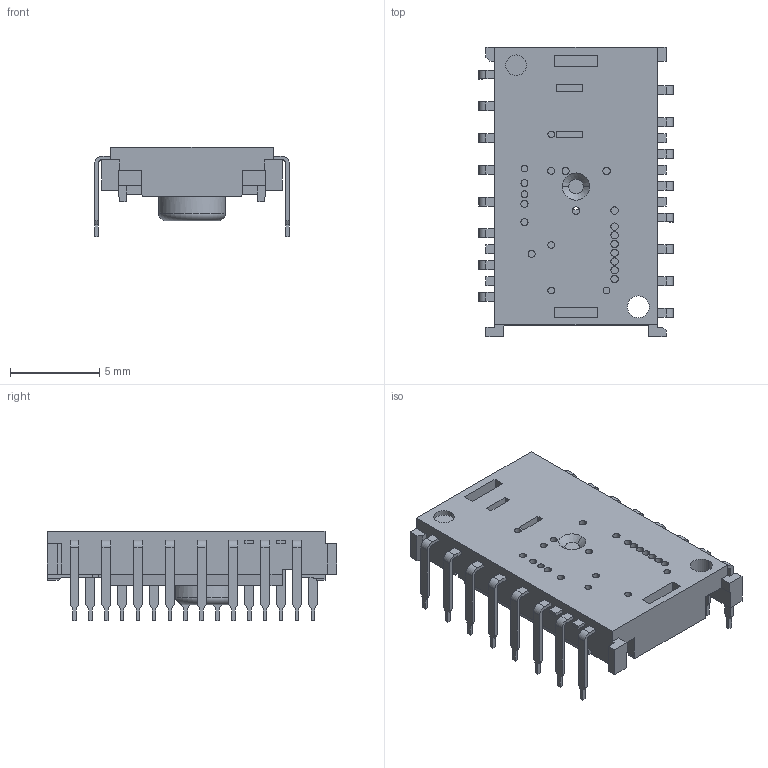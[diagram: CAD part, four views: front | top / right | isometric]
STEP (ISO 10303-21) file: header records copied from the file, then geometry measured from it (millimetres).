
FILE_DESCRIPTION (( 'STEP AP214' ), '1' );
FILE_NAME ('錨璃8.STEP', '2024-07-12T03:36:49', ( '' ), ( '' ), 'SwSTEP 2.0', 'SolidWorks 2021', '' );
FILE_SCHEMA (( 'AUTOMOTIVE_DESIGN' ));
Length unit declared in the file: millimetre
Products named in the file (1): 錨璃8
Bounding box: 10.9 x 16.2 x 5.01 mm (x, y, z)
Volume: 333.6 mm3; surface area: 730 mm2
Topology: 1 solids, 1 shells, 731 faces, 1957 edges, 1298 vertices
Faces by surface type: plane 531, bspline 98, cylinder 93, cone 6, torus 3
Entity records: 31215 total; most frequent: CARTESIAN_POINT 5317, ORIENTED_EDGE 3914, DIRECTION 3234, EDGE_CURVE 1957, LINE 1540, VECTOR 1540, VERTEX_POINT 1298, AXIS2_PLACEMENT_3D 847
